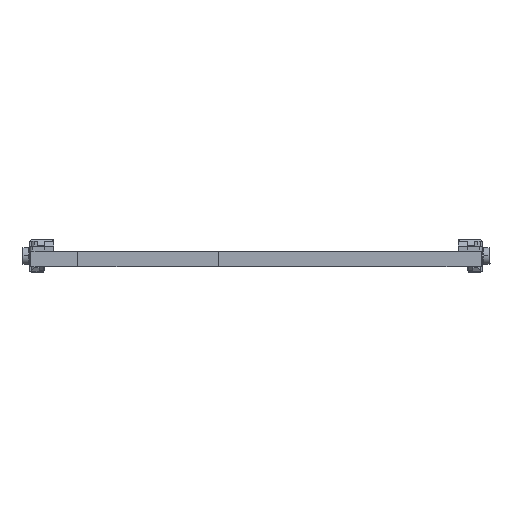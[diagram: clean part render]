
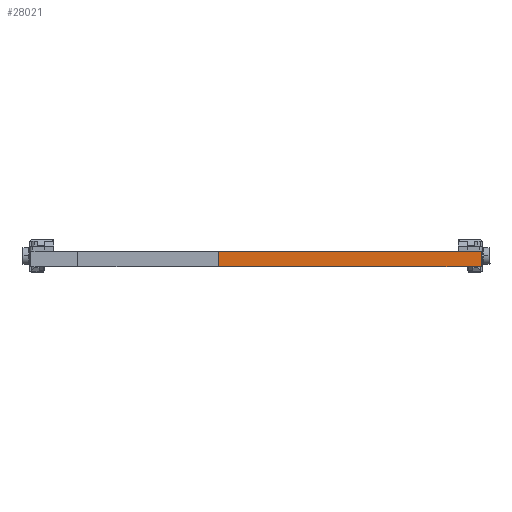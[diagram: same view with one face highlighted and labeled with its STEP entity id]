
A CAD part, front view. The second image highlights one B-rep face of the part: STEP entity #28021.
In plain terms, the highlighted planar face has unit normal (0, -1, 0).
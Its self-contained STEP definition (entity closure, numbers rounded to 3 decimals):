
#26161 = PLANE('',#26162);
#26162 = AXIS2_PLACEMENT_3D('',#26163,#26164,#26165);
#26163 = CARTESIAN_POINT('',(142.776,-108.774,1.6));
#26164 = DIRECTION('',(-0.,-0.,-1.));
#26165 = DIRECTION('',(-1.,0.,0.));
#26215 = PLANE('',#26216);
#26216 = AXIS2_PLACEMENT_3D('',#26217,#26218,#26219);
#26217 = CARTESIAN_POINT('',(142.776,-108.774,0.));
#26218 = DIRECTION('',(-0.,-0.,-1.));
#26219 = DIRECTION('',(-1.,0.,0.));
#26248 = PLANE('',#26249);
#26249 = AXIS2_PLACEMENT_3D('',#26250,#26251,#26252);
#26250 = CARTESIAN_POINT('',(140.,-125.5,0.));
#26251 = DIRECTION('',(-1.,0.,0.));
#26252 = DIRECTION('',(0.,1.,0.));
#26884 = VERTEX_POINT('',#26885);
#26885 = CARTESIAN_POINT('',(168.,-125.5,0.));
#26899 = PLANE('',#26900);
#26900 = AXIS2_PLACEMENT_3D('',#26901,#26902,#26903);
#26901 = CARTESIAN_POINT('',(168.,-103.25,0.));
#26902 = DIRECTION('',(1.,0.,-0.));
#26903 = DIRECTION('',(0.,-1.,0.));
#26911 = EDGE_CURVE('',#26884,#26912,#26914,.T.);
#26912 = VERTEX_POINT('',#26913);
#26913 = CARTESIAN_POINT('',(140.,-125.5,0.));
#26914 = SURFACE_CURVE('',#26915,(#26919,#26926),.PCURVE_S1.);
#26915 = LINE('',#26916,#26917);
#26916 = CARTESIAN_POINT('',(168.,-125.5,0.));
#26917 = VECTOR('',#26918,1.);
#26918 = DIRECTION('',(-1.,0.,0.));
#26919 = PCURVE('',#26215,#26920);
#26920 = DEFINITIONAL_REPRESENTATION('',(#26921),#26925);
#26921 = LINE('',#26922,#26923);
#26922 = CARTESIAN_POINT('',(-25.224,-16.726));
#26923 = VECTOR('',#26924,1.);
#26924 = DIRECTION('',(1.,0.));
#26925 = ( GEOMETRIC_REPRESENTATION_CONTEXT(2) 
PARAMETRIC_REPRESENTATION_CONTEXT() REPRESENTATION_CONTEXT('2D SPACE',''
  ) );
#26926 = PCURVE('',#26927,#26932);
#26927 = PLANE('',#26928);
#26928 = AXIS2_PLACEMENT_3D('',#26929,#26930,#26931);
#26929 = CARTESIAN_POINT('',(168.,-125.5,0.));
#26930 = DIRECTION('',(0.,-1.,0.));
#26931 = DIRECTION('',(-1.,0.,0.));
#26932 = DEFINITIONAL_REPRESENTATION('',(#26933),#26937);
#26933 = LINE('',#26934,#26935);
#26934 = CARTESIAN_POINT('',(0.,-0.));
#26935 = VECTOR('',#26936,1.);
#26936 = DIRECTION('',(1.,0.));
#26937 = ( GEOMETRIC_REPRESENTATION_CONTEXT(2) 
PARAMETRIC_REPRESENTATION_CONTEXT() REPRESENTATION_CONTEXT('2D SPACE',''
  ) );
#27661 = VERTEX_POINT('',#27662);
#27662 = CARTESIAN_POINT('',(168.,-125.5,1.6));
#27683 = EDGE_CURVE('',#27661,#27684,#27686,.T.);
#27684 = VERTEX_POINT('',#27685);
#27685 = CARTESIAN_POINT('',(140.,-125.5,1.6));
#27686 = SURFACE_CURVE('',#27687,(#27691,#27698),.PCURVE_S1.);
#27687 = LINE('',#27688,#27689);
#27688 = CARTESIAN_POINT('',(168.,-125.5,1.6));
#27689 = VECTOR('',#27690,1.);
#27690 = DIRECTION('',(-1.,0.,0.));
#27691 = PCURVE('',#26161,#27692);
#27692 = DEFINITIONAL_REPRESENTATION('',(#27693),#27697);
#27693 = LINE('',#27694,#27695);
#27694 = CARTESIAN_POINT('',(-25.224,-16.726));
#27695 = VECTOR('',#27696,1.);
#27696 = DIRECTION('',(1.,0.));
#27697 = ( GEOMETRIC_REPRESENTATION_CONTEXT(2) 
PARAMETRIC_REPRESENTATION_CONTEXT() REPRESENTATION_CONTEXT('2D SPACE',''
  ) );
#27698 = PCURVE('',#26927,#27699);
#27699 = DEFINITIONAL_REPRESENTATION('',(#27700),#27704);
#27700 = LINE('',#27701,#27702);
#27701 = CARTESIAN_POINT('',(0.,-1.6));
#27702 = VECTOR('',#27703,1.);
#27703 = DIRECTION('',(1.,0.));
#27704 = ( GEOMETRIC_REPRESENTATION_CONTEXT(2) 
PARAMETRIC_REPRESENTATION_CONTEXT() REPRESENTATION_CONTEXT('2D SPACE',''
  ) );
#27971 = EDGE_CURVE('',#26912,#27684,#27972,.T.);
#27972 = SURFACE_CURVE('',#27973,(#27977,#27984),.PCURVE_S1.);
#27973 = LINE('',#27974,#27975);
#27974 = CARTESIAN_POINT('',(140.,-125.5,0.));
#27975 = VECTOR('',#27976,1.);
#27976 = DIRECTION('',(0.,0.,1.));
#27977 = PCURVE('',#26248,#27978);
#27978 = DEFINITIONAL_REPRESENTATION('',(#27979),#27983);
#27979 = LINE('',#27980,#27981);
#27980 = CARTESIAN_POINT('',(0.,0.));
#27981 = VECTOR('',#27982,1.);
#27982 = DIRECTION('',(0.,-1.));
#27983 = ( GEOMETRIC_REPRESENTATION_CONTEXT(2) 
PARAMETRIC_REPRESENTATION_CONTEXT() REPRESENTATION_CONTEXT('2D SPACE',''
  ) );
#27984 = PCURVE('',#26927,#27985);
#27985 = DEFINITIONAL_REPRESENTATION('',(#27986),#27990);
#27986 = LINE('',#27987,#27988);
#27987 = CARTESIAN_POINT('',(28.,0.));
#27988 = VECTOR('',#27989,1.);
#27989 = DIRECTION('',(0.,-1.));
#27990 = ( GEOMETRIC_REPRESENTATION_CONTEXT(2) 
PARAMETRIC_REPRESENTATION_CONTEXT() REPRESENTATION_CONTEXT('2D SPACE',''
  ) );
#28021 = ADVANCED_FACE('',(#28022),#26927,.T.);
#28022 = FACE_BOUND('',#28023,.T.);
#28023 = EDGE_LOOP('',(#28024,#28045,#28046,#28047));
#28024 = ORIENTED_EDGE('',*,*,#28025,.T.);
#28025 = EDGE_CURVE('',#26884,#27661,#28026,.T.);
#28026 = SURFACE_CURVE('',#28027,(#28031,#28038),.PCURVE_S1.);
#28027 = LINE('',#28028,#28029);
#28028 = CARTESIAN_POINT('',(168.,-125.5,0.));
#28029 = VECTOR('',#28030,1.);
#28030 = DIRECTION('',(0.,0.,1.));
#28031 = PCURVE('',#26927,#28032);
#28032 = DEFINITIONAL_REPRESENTATION('',(#28033),#28037);
#28033 = LINE('',#28034,#28035);
#28034 = CARTESIAN_POINT('',(0.,-0.));
#28035 = VECTOR('',#28036,1.);
#28036 = DIRECTION('',(0.,-1.));
#28037 = ( GEOMETRIC_REPRESENTATION_CONTEXT(2) 
PARAMETRIC_REPRESENTATION_CONTEXT() REPRESENTATION_CONTEXT('2D SPACE',''
  ) );
#28038 = PCURVE('',#26899,#28039);
#28039 = DEFINITIONAL_REPRESENTATION('',(#28040),#28044);
#28040 = LINE('',#28041,#28042);
#28041 = CARTESIAN_POINT('',(22.25,0.));
#28042 = VECTOR('',#28043,1.);
#28043 = DIRECTION('',(0.,-1.));
#28044 = ( GEOMETRIC_REPRESENTATION_CONTEXT(2) 
PARAMETRIC_REPRESENTATION_CONTEXT() REPRESENTATION_CONTEXT('2D SPACE',''
  ) );
#28045 = ORIENTED_EDGE('',*,*,#27683,.T.);
#28046 = ORIENTED_EDGE('',*,*,#27971,.F.);
#28047 = ORIENTED_EDGE('',*,*,#26911,.F.);
